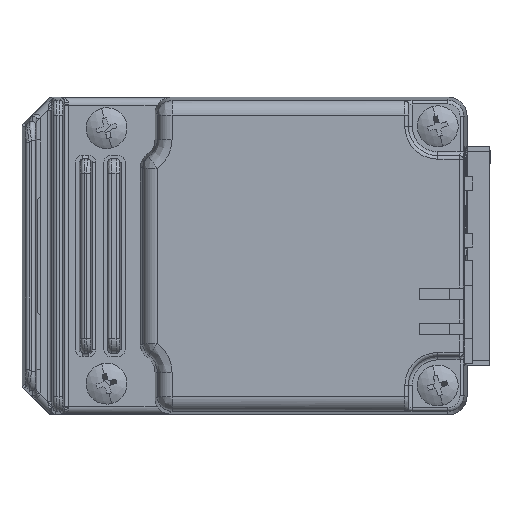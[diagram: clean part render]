
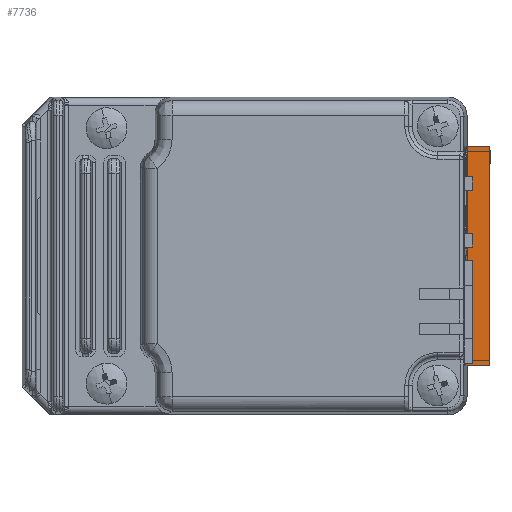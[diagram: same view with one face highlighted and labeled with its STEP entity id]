
A CAD part, front view. The second image highlights one B-rep face of the part: STEP entity #7736.
In plain terms, the highlighted planar face has unit normal (0, -1, 0).
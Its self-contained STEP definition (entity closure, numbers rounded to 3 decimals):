
#231 = ORIENTED_EDGE ( 'NONE', *, *, #9236, .T. ) ;
#327 = ORIENTED_EDGE ( 'NONE', *, *, #14207, .F. ) ;
#370 = DIRECTION ( 'NONE',  ( -1., 0., 0. ) ) ;
#752 = ORIENTED_EDGE ( 'NONE', *, *, #2157, .T. ) ;
#788 = VERTEX_POINT ( 'NONE', #12431 ) ;
#1132 = DIRECTION ( 'NONE',  ( 1., 0., 0. ) ) ;
#1306 = CARTESIAN_POINT ( 'NONE',  ( 33.369, -73.208, 69.5 ) ) ;
#1704 = CARTESIAN_POINT ( 'NONE',  ( 36.469, -73.208, 40.7 ) ) ;
#1902 = VECTOR ( 'NONE', #2959, 1000. ) ;
#1938 = LINE ( 'NONE', #16208, #4935 ) ;
#2064 = EDGE_CURVE ( 'NONE', #3776, #788, #13721, .T. ) ;
#2157 = EDGE_CURVE ( 'NONE', #10530, #788, #1938, .T. ) ;
#2654 = ORIENTED_EDGE ( 'NONE', *, *, #2064, .F. ) ;
#2959 = DIRECTION ( 'NONE',  ( 0., 0., 1. ) ) ;
#3027 = ORIENTED_EDGE ( 'NONE', *, *, #13720, .F. ) ;
#3167 = VERTEX_POINT ( 'NONE', #12526 ) ;
#3776 = VERTEX_POINT ( 'NONE', #6801 ) ;
#3997 = VECTOR ( 'NONE', #1132, 1000. ) ;
#4036 = DIRECTION ( 'NONE',  ( 0., 0., -1. ) ) ;
#4093 = PLANE ( 'NONE',  #12214 ) ;
#4197 = CARTESIAN_POINT ( 'NONE',  ( 46.069, -73.208, 68.3 ) ) ;
#4935 = VECTOR ( 'NONE', #6003, 1000. ) ;
#4982 = CARTESIAN_POINT ( 'NONE',  ( 36.469, -73.208, 68.3 ) ) ;
#5520 = VERTEX_POINT ( 'NONE', #12868 ) ;
#5631 = CARTESIAN_POINT ( 'NONE',  ( 33.369, -73.208, 69.5 ) ) ;
#5887 = DIRECTION ( 'NONE',  ( -1., 0., 0. ) ) ;
#6003 = DIRECTION ( 'NONE',  ( 0., 0., -1. ) ) ;
#6066 = VECTOR ( 'NONE', #14032, 1000. ) ;
#6267 = CARTESIAN_POINT ( 'NONE',  ( 46.069, -73.208, 40.7 ) ) ;
#6415 = CARTESIAN_POINT ( 'NONE',  ( 46.069, -73.208, 69.5 ) ) ;
#6701 = CARTESIAN_POINT ( 'NONE',  ( 46.069, -73.208, 69.5 ) ) ;
#6801 = CARTESIAN_POINT ( 'NONE',  ( 46.069, -73.208, 39.5 ) ) ;
#6913 = DIRECTION ( 'NONE',  ( 0., 0., -1. ) ) ;
#7081 = LINE ( 'NONE', #13019, #10472 ) ;
#7651 = LINE ( 'NONE', #5631, #14393 ) ;
#7736 = ADVANCED_FACE ( 'NONE', ( #10253 ), #4093, .F. ) ;
#8008 = DIRECTION ( 'NONE',  ( 0., 0., 1. ) ) ;
#8527 = VERTEX_POINT ( 'NONE', #4982 ) ;
#9009 = EDGE_CURVE ( 'NONE', #10530, #5520, #14197, .T. ) ;
#9236 = EDGE_CURVE ( 'NONE', #11611, #13583, #7651, .T. ) ;
#9446 = LINE ( 'NONE', #6415, #6066 ) ;
#9527 = VECTOR ( 'NONE', #5887, 1000. ) ;
#9664 = CARTESIAN_POINT ( 'NONE',  ( 46.069, -73.208, 39.5 ) ) ;
#10177 = ORIENTED_EDGE ( 'NONE', *, *, #9009, .F. ) ;
#10253 = FACE_OUTER_BOUND ( 'NONE', #11692, .T. ) ;
#10472 = VECTOR ( 'NONE', #4036, 1000. ) ;
#10530 = VERTEX_POINT ( 'NONE', #15599 ) ;
#11611 = VERTEX_POINT ( 'NONE', #1306 ) ;
#11629 = ORIENTED_EDGE ( 'NONE', *, *, #12641, .F. ) ;
#11692 = EDGE_LOOP ( 'NONE', ( #2654, #3027, #327, #231, #12688, #11629, #10177, #752 ) ) ;
#12088 = LINE ( 'NONE', #1704, #1902 ) ;
#12214 = AXIS2_PLACEMENT_3D ( 'NONE', #6701, #15600, #8008 ) ;
#12431 = CARTESIAN_POINT ( 'NONE',  ( 33.369, -73.208, 39.5 ) ) ;
#12526 = CARTESIAN_POINT ( 'NONE',  ( 46.069, -73.208, 69.5 ) ) ;
#12641 = EDGE_CURVE ( 'NONE', #5520, #8527, #12088, .T. ) ;
#12688 = ORIENTED_EDGE ( 'NONE', *, *, #13818, .F. ) ;
#12689 = CARTESIAN_POINT ( 'NONE',  ( 33.369, -73.208, 68.3 ) ) ;
#12690 = VECTOR ( 'NONE', #370, 1000. ) ;
#12868 = CARTESIAN_POINT ( 'NONE',  ( 36.469, -73.208, 40.7 ) ) ;
#13019 = CARTESIAN_POINT ( 'NONE',  ( 46.069, -73.208, 69.5 ) ) ;
#13078 = LINE ( 'NONE', #4197, #12690 ) ;
#13583 = VERTEX_POINT ( 'NONE', #12689 ) ;
#13720 = EDGE_CURVE ( 'NONE', #3167, #3776, #7081, .T. ) ;
#13721 = LINE ( 'NONE', #9664, #9527 ) ;
#13818 = EDGE_CURVE ( 'NONE', #8527, #13583, #13078, .T. ) ;
#14032 = DIRECTION ( 'NONE',  ( 1., 0., 0. ) ) ;
#14197 = LINE ( 'NONE', #6267, #3997 ) ;
#14207 = EDGE_CURVE ( 'NONE', #11611, #3167, #9446, .T. ) ;
#14393 = VECTOR ( 'NONE', #6913, 1000. ) ;
#15599 = CARTESIAN_POINT ( 'NONE',  ( 33.369, -73.208, 40.7 ) ) ;
#15600 = DIRECTION ( 'NONE',  ( 0., 1., 0. ) ) ;
#16208 = CARTESIAN_POINT ( 'NONE',  ( 33.369, -73.208, 69.5 ) ) ;
